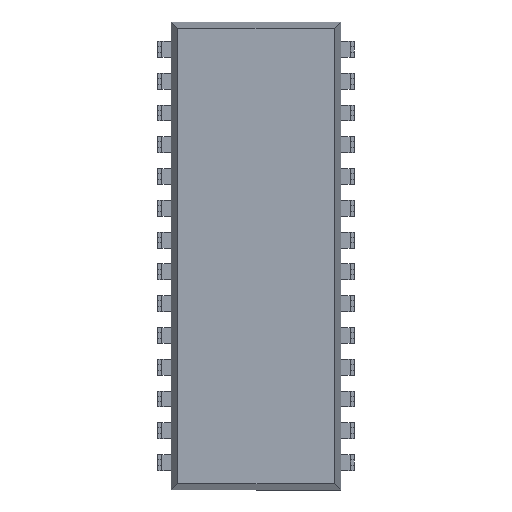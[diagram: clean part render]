
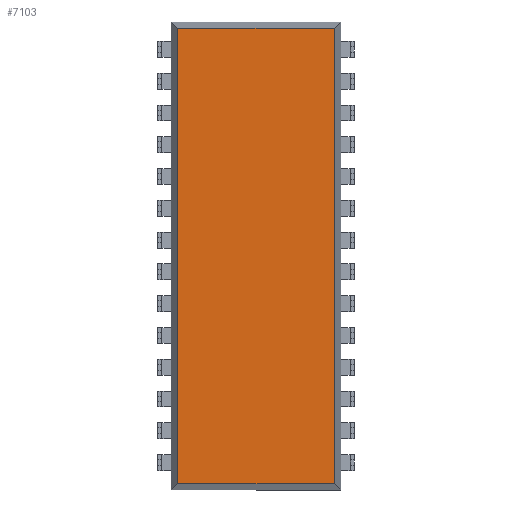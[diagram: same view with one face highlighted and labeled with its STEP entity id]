
A CAD part, front view. The second image highlights one B-rep face of the part: STEP entity #7103.
In plain terms, the highlighted planar face has unit normal (0, -1, 0).
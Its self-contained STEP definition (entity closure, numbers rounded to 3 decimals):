
#374 = PLANE ( 'NONE',  #10977 ) ;
#1257 = EDGE_CURVE ( 'NONE', #2832, #8204, #4498, .T. ) ;
#1596 = EDGE_CURVE ( 'NONE', #8204, #10218, #9926, .T. ) ;
#1634 = ORIENTED_EDGE ( 'NONE', *, *, #8506, .T. ) ;
#2674 = CARTESIAN_POINT ( 'NONE',  ( 6.262, 0.381, -18.2 ) ) ;
#2832 = VERTEX_POINT ( 'NONE', #5477 ) ;
#3073 = CARTESIAN_POINT ( 'NONE',  ( 6.763, 0.381, 18.2 ) ) ;
#3276 = VERTEX_POINT ( 'NONE', #2674 ) ;
#3336 = CARTESIAN_POINT ( 'NONE',  ( 0., 0.381, 0. ) ) ;
#3400 = VECTOR ( 'NONE', #8963, 1000. ) ;
#3500 = VECTOR ( 'NONE', #11710, 1000. ) ;
#3630 = LINE ( 'NONE', #7961, #3400 ) ;
#3864 = ORIENTED_EDGE ( 'NONE', *, *, #1257, .T. ) ;
#4055 = DIRECTION ( 'NONE',  ( 0., 0., -1. ) ) ;
#4317 = DIRECTION ( 'NONE',  ( 0., -1., 0. ) ) ;
#4498 = LINE ( 'NONE', #3073, #4732 ) ;
#4732 = VECTOR ( 'NONE', #12148, 1000. ) ;
#5347 = DIRECTION ( 'NONE',  ( 0., 0., -1. ) ) ;
#5477 = CARTESIAN_POINT ( 'NONE',  ( 6.262, 0.381, 18.2 ) ) ;
#5510 = CARTESIAN_POINT ( 'NONE',  ( -6.262, 0.381, 18.2 ) ) ;
#5682 = VECTOR ( 'NONE', #4055, 1000. ) ;
#7001 = CARTESIAN_POINT ( 'NONE',  ( -6.262, 0.381, -18.2 ) ) ;
#7103 = ADVANCED_FACE ( 'NONE', ( #9752 ), #374, .T. ) ;
#7961 = CARTESIAN_POINT ( 'NONE',  ( -6.763, 0.381, -18.2 ) ) ;
#7984 = LINE ( 'NONE', #9726, #3500 ) ;
#8204 = VERTEX_POINT ( 'NONE', #5510 ) ;
#8456 = EDGE_CURVE ( 'NONE', #10218, #3276, #3630, .T. ) ;
#8506 = EDGE_CURVE ( 'NONE', #3276, #2832, #7984, .T. ) ;
#8952 = CARTESIAN_POINT ( 'NONE',  ( -6.262, 0.381, 18.701 ) ) ;
#8963 = DIRECTION ( 'NONE',  ( 1., 0., 0. ) ) ;
#9408 = ORIENTED_EDGE ( 'NONE', *, *, #8456, .T. ) ;
#9726 = CARTESIAN_POINT ( 'NONE',  ( 6.262, 0.381, -18.701 ) ) ;
#9752 = FACE_OUTER_BOUND ( 'NONE', #10474, .T. ) ;
#9926 = LINE ( 'NONE', #8952, #5682 ) ;
#10218 = VERTEX_POINT ( 'NONE', #7001 ) ;
#10474 = EDGE_LOOP ( 'NONE', ( #9408, #1634, #3864, #12304 ) ) ;
#10977 = AXIS2_PLACEMENT_3D ( 'NONE', #3336, #4317, #5347 ) ;
#11710 = DIRECTION ( 'NONE',  ( 0., 0., 1. ) ) ;
#12148 = DIRECTION ( 'NONE',  ( -1., 0., 0. ) ) ;
#12304 = ORIENTED_EDGE ( 'NONE', *, *, #1596, .T. ) ;
